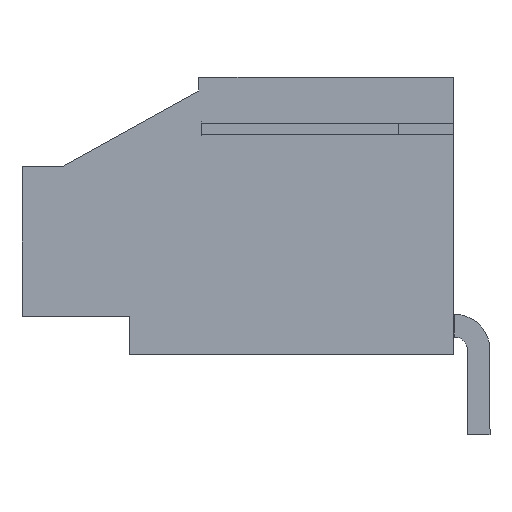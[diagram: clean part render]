
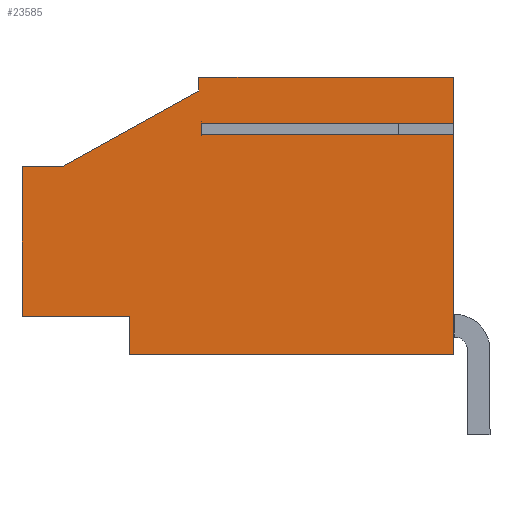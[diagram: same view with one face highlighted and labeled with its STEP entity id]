
A CAD part, left-side view. The second image highlights one B-rep face of the part: STEP entity #23585.
In plain terms, the highlighted planar face has unit normal (-1, 0, 0).
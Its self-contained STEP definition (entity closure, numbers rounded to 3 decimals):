
#23549=AXIS2_PLACEMENT_3D('Plane Axis2P3D',#23546,#23547,#23548) ;
#23131=CARTESIAN_POINT('Vertex',(-30.48,18.57,11.963)) ;
#23138=CARTESIAN_POINT('Vertex',(-30.48,18.57,6.022)) ;
#23141=CARTESIAN_POINT('Line Origine',(-30.48,18.57,8.992)) ;
#23174=CARTESIAN_POINT('Vertex',(-30.48,16.958,11.963)) ;
#23177=CARTESIAN_POINT('Line Origine',(-30.48,17.764,11.963)) ;
#23198=CARTESIAN_POINT('Vertex',(-30.48,11.55,14.961)) ;
#23201=CARTESIAN_POINT('Line Origine',(-30.48,14.254,13.462)) ;
#23225=CARTESIAN_POINT('Line Origine',(-30.48,11.55,15.239)) ;
#23229=CARTESIAN_POINT('Vertex',(-30.48,11.55,15.517)) ;
#23249=CARTESIAN_POINT('Line Origine',(-30.48,6.5,15.517)) ;
#23253=CARTESIAN_POINT('Vertex',(-30.48,1.45,15.517)) ;
#23291=CARTESIAN_POINT('Vertex',(-30.48,1.45,13.692)) ;
#23333=CARTESIAN_POINT('Vertex',(-30.48,1.45,13.242)) ;
#23336=CARTESIAN_POINT('Line Origine',(-30.48,1.45,8.879)) ;
#23340=CARTESIAN_POINT('Vertex',(-30.48,1.45,4.517)) ;
#23348=CARTESIAN_POINT('Line Origine',(-30.48,1.45,14.604)) ;
#23439=CARTESIAN_POINT('Vertex',(-30.48,14.3,4.517)) ;
#23457=CARTESIAN_POINT('Line Origine',(-30.48,7.875,4.517)) ;
#23490=CARTESIAN_POINT('Vertex',(-30.48,14.3,6.022)) ;
#23493=CARTESIAN_POINT('Line Origine',(-30.48,14.3,5.269)) ;
#23534=CARTESIAN_POINT('Line Origine',(-30.48,16.435,6.022)) ;
#23546=CARTESIAN_POINT('Axis2P3D Location',(-30.48,10.01,10.017)) ;
#23551=CARTESIAN_POINT('Line Origine',(-30.48,6.45,13.242)) ;
#23555=CARTESIAN_POINT('Vertex',(-30.48,11.45,13.242)) ;
#23558=CARTESIAN_POINT('Line Origine',(-30.48,11.45,13.467)) ;
#23562=CARTESIAN_POINT('Vertex',(-30.48,11.45,13.692)) ;
#23565=CARTESIAN_POINT('Line Origine',(-30.48,6.45,13.692)) ;
#23142=DIRECTION('Vector Direction',(0.,0.,1.)) ;
#23178=DIRECTION('Vector Direction',(0.,-1.,0.)) ;
#23202=DIRECTION('Vector Direction',(0.,-0.875,0.485)) ;
#23226=DIRECTION('Vector Direction',(0.,0.,-1.)) ;
#23250=DIRECTION('Vector Direction',(0.,1.,0.)) ;
#23337=DIRECTION('Vector Direction',(0.,0.,1.)) ;
#23349=DIRECTION('Vector Direction',(0.,0.,1.)) ;
#23458=DIRECTION('Vector Direction',(0.,1.,0.)) ;
#23494=DIRECTION('Vector Direction',(0.,0.,1.)) ;
#23535=DIRECTION('Vector Direction',(0.,-1.,0.)) ;
#23547=DIRECTION('Axis2P3D Direction',(-1.,0.,0.)) ;
#23548=DIRECTION('Axis2P3D XDirection',(0.,0.,1.)) ;
#23552=DIRECTION('Vector Direction',(0.,1.,0.)) ;
#23559=DIRECTION('Vector Direction',(0.,0.,1.)) ;
#23566=DIRECTION('Vector Direction',(0.,1.,0.)) ;
#23143=VECTOR('Line Direction',#23142,1.) ;
#23179=VECTOR('Line Direction',#23178,1.) ;
#23203=VECTOR('Line Direction',#23202,1.) ;
#23227=VECTOR('Line Direction',#23226,1.) ;
#23251=VECTOR('Line Direction',#23250,1.) ;
#23338=VECTOR('Line Direction',#23337,1.) ;
#23350=VECTOR('Line Direction',#23349,1.) ;
#23459=VECTOR('Line Direction',#23458,1.) ;
#23495=VECTOR('Line Direction',#23494,1.) ;
#23536=VECTOR('Line Direction',#23535,1.) ;
#23553=VECTOR('Line Direction',#23552,1.) ;
#23560=VECTOR('Line Direction',#23559,1.) ;
#23567=VECTOR('Line Direction',#23566,1.) ;
#23571=ORIENTED_EDGE('',*,*,#23352,.T.) ;
#23572=ORIENTED_EDGE('',*,*,#23255,.T.) ;
#23573=ORIENTED_EDGE('',*,*,#23231,.T.) ;
#23574=ORIENTED_EDGE('',*,*,#23205,.F.) ;
#23575=ORIENTED_EDGE('',*,*,#23181,.F.) ;
#23576=ORIENTED_EDGE('',*,*,#23145,.F.) ;
#23577=ORIENTED_EDGE('',*,*,#23538,.T.) ;
#23578=ORIENTED_EDGE('',*,*,#23497,.F.) ;
#23579=ORIENTED_EDGE('',*,*,#23461,.F.) ;
#23580=ORIENTED_EDGE('',*,*,#23342,.T.) ;
#23581=ORIENTED_EDGE('',*,*,#23557,.T.) ;
#23582=ORIENTED_EDGE('',*,*,#23564,.T.) ;
#23583=ORIENTED_EDGE('',*,*,#23569,.F.) ;
#23585=ADVANCED_FACE('11',(#23584),#23550,.T.) ;
#23145=EDGE_CURVE('',#23139,#23132,#23144,.T.) ;
#23181=EDGE_CURVE('',#23132,#23175,#23180,.T.) ;
#23205=EDGE_CURVE('',#23175,#23199,#23204,.T.) ;
#23231=EDGE_CURVE('',#23230,#23199,#23228,.T.) ;
#23255=EDGE_CURVE('',#23254,#23230,#23252,.T.) ;
#23342=EDGE_CURVE('',#23341,#23334,#23339,.T.) ;
#23352=EDGE_CURVE('',#23292,#23254,#23351,.T.) ;
#23461=EDGE_CURVE('',#23341,#23440,#23460,.T.) ;
#23497=EDGE_CURVE('',#23440,#23491,#23496,.T.) ;
#23538=EDGE_CURVE('',#23139,#23491,#23537,.T.) ;
#23557=EDGE_CURVE('',#23334,#23556,#23554,.T.) ;
#23564=EDGE_CURVE('',#23556,#23563,#23561,.T.) ;
#23569=EDGE_CURVE('',#23292,#23563,#23568,.T.) ;
#23570=EDGE_LOOP('',(#23571,#23572,#23573,#23574,#23575,#23576,#23577,#23578,#23579,#23580,#23581,#23582,#23583)) ;
#23584=FACE_OUTER_BOUND('',#23570,.T.) ;
#23144=LINE('Line',#23141,#23143) ;
#23180=LINE('Line',#23177,#23179) ;
#23204=LINE('Line',#23201,#23203) ;
#23228=LINE('Line',#23225,#23227) ;
#23252=LINE('Line',#23249,#23251) ;
#23339=LINE('Line',#23336,#23338) ;
#23351=LINE('Line',#23348,#23350) ;
#23460=LINE('Line',#23457,#23459) ;
#23496=LINE('Line',#23493,#23495) ;
#23537=LINE('Line',#23534,#23536) ;
#23554=LINE('Line',#23551,#23553) ;
#23561=LINE('Line',#23558,#23560) ;
#23568=LINE('Line',#23565,#23567) ;
#23550=PLANE('',#23549) ;
#23132=VERTEX_POINT('',#23131) ;
#23139=VERTEX_POINT('',#23138) ;
#23175=VERTEX_POINT('',#23174) ;
#23199=VERTEX_POINT('',#23198) ;
#23230=VERTEX_POINT('',#23229) ;
#23254=VERTEX_POINT('',#23253) ;
#23292=VERTEX_POINT('',#23291) ;
#23334=VERTEX_POINT('',#23333) ;
#23341=VERTEX_POINT('',#23340) ;
#23440=VERTEX_POINT('',#23439) ;
#23491=VERTEX_POINT('',#23490) ;
#23556=VERTEX_POINT('',#23555) ;
#23563=VERTEX_POINT('',#23562) ;
